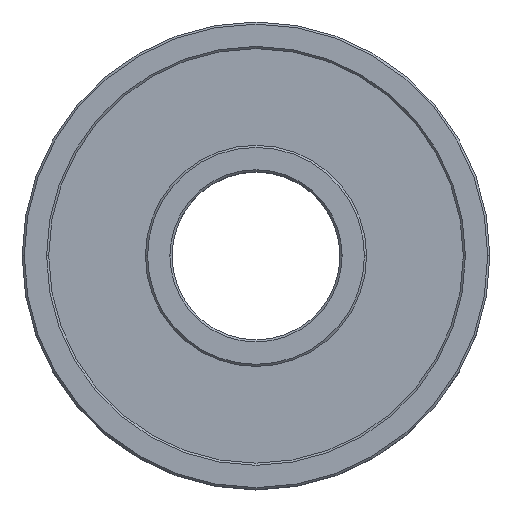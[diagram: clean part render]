
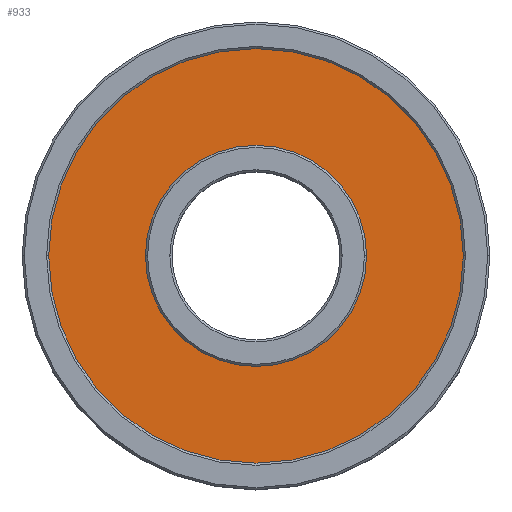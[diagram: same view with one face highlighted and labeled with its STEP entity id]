
A CAD part, top view. The second image highlights one B-rep face of the part: STEP entity #933.
In plain terms, the highlighted planar face has unit normal (0, 0, 1).
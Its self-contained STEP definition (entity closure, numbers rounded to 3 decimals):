
#30 = VERTEX_POINT ( 'NONE', #525 ) ;
#36 = AXIS2_PLACEMENT_3D ( 'NONE', #713, #186, #50 ) ;
#50 = DIRECTION ( 'NONE',  ( 1., 0., 0. ) ) ;
#60 = CARTESIAN_POINT ( 'NONE',  ( 0., 0., 3.25 ) ) ;
#69 = ORIENTED_EDGE ( 'NONE', *, *, #646, .T. ) ;
#94 = CIRCLE ( 'NONE', #560, 9.75 ) ;
#97 = VERTEX_POINT ( 'NONE', #839 ) ;
#160 = ORIENTED_EDGE ( 'NONE', *, *, #267, .T. ) ;
#165 = VERTEX_POINT ( 'NONE', #623 ) ;
#176 = EDGE_LOOP ( 'NONE', ( #585, #874 ) ) ;
#186 = DIRECTION ( 'NONE',  ( 0., 0., 1. ) ) ;
#212 = CIRCLE ( 'NONE', #36, 9.75 ) ;
#249 = EDGE_CURVE ( 'NONE', #165, #97, #857, .T. ) ;
#261 = PLANE ( 'NONE',  #694 ) ;
#267 = EDGE_CURVE ( 'NONE', #349, #30, #94, .T. ) ;
#277 = DIRECTION ( 'NONE',  ( 0., 0., 1. ) ) ;
#318 = CARTESIAN_POINT ( 'NONE',  ( 0., 0., 3.25 ) ) ;
#349 = VERTEX_POINT ( 'NONE', #739 ) ;
#396 = DIRECTION ( 'NONE',  ( 1., 0., 0. ) ) ;
#399 = CARTESIAN_POINT ( 'NONE',  ( 0., 0., 3.25 ) ) ;
#408 = DIRECTION ( 'NONE',  ( 0., 0., 1. ) ) ;
#465 = EDGE_LOOP ( 'NONE', ( #69, #160 ) ) ;
#468 = DIRECTION ( 'NONE',  ( 1., 0., 0. ) ) ;
#501 = EDGE_CURVE ( 'NONE', #97, #165, #603, .T. ) ;
#503 = FACE_OUTER_BOUND ( 'NONE', #465, .T. ) ;
#525 = CARTESIAN_POINT ( 'NONE',  ( 9.75, 0., 3.25 ) ) ;
#560 = AXIS2_PLACEMENT_3D ( 'NONE', #318, #644, #396 ) ;
#585 = ORIENTED_EDGE ( 'NONE', *, *, #501, .F. ) ;
#603 = CIRCLE ( 'NONE', #934, 5.2 ) ;
#623 = CARTESIAN_POINT ( 'NONE',  ( -5.2, 0., 3.25 ) ) ;
#644 = DIRECTION ( 'NONE',  ( 0., 0., 1. ) ) ;
#646 = EDGE_CURVE ( 'NONE', #30, #349, #212, .T. ) ;
#694 = AXIS2_PLACEMENT_3D ( 'NONE', #60, #867, #945 ) ;
#713 = CARTESIAN_POINT ( 'NONE',  ( 0., 0., 3.25 ) ) ;
#739 = CARTESIAN_POINT ( 'NONE',  ( -9.75, 0., 3.25 ) ) ;
#752 = CARTESIAN_POINT ( 'NONE',  ( 0., 0., 3.25 ) ) ;
#782 = FACE_BOUND ( 'NONE', #176, .T. ) ;
#833 = AXIS2_PLACEMENT_3D ( 'NONE', #399, #408, #468 ) ;
#839 = CARTESIAN_POINT ( 'NONE',  ( 5.2, 0., 3.25 ) ) ;
#857 = CIRCLE ( 'NONE', #833, 5.2 ) ;
#867 = DIRECTION ( 'NONE',  ( 0., 0., 1. ) ) ;
#874 = ORIENTED_EDGE ( 'NONE', *, *, #249, .F. ) ;
#907 = DIRECTION ( 'NONE',  ( 1., 0., 0. ) ) ;
#933 = ADVANCED_FACE ( 'NONE', ( #782, #503 ), #261, .T. ) ;
#934 = AXIS2_PLACEMENT_3D ( 'NONE', #752, #277, #907 ) ;
#945 = DIRECTION ( 'NONE',  ( 1., 0., 0. ) ) ;
